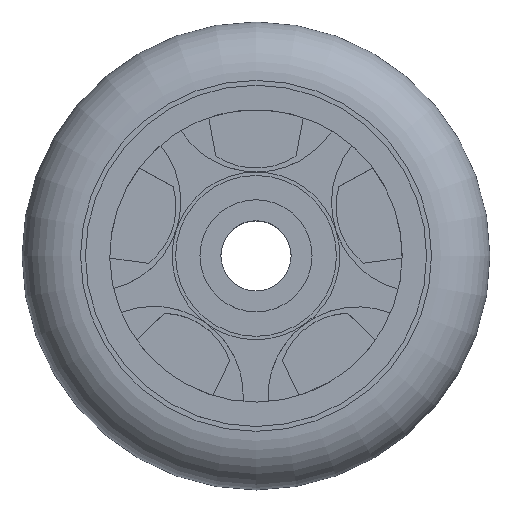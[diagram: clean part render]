
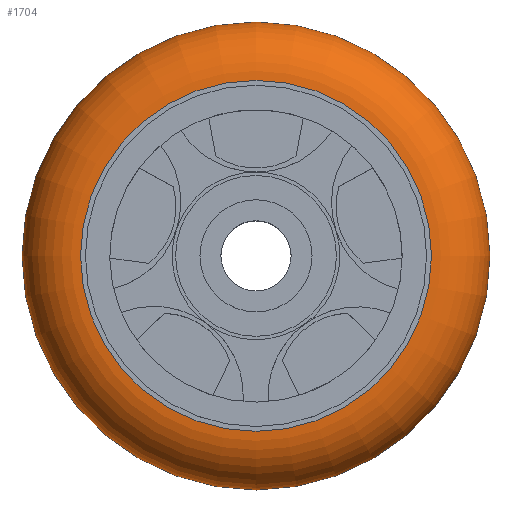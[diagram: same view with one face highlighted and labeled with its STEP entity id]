
A CAD part, top view. The second image highlights one B-rep face of the part: STEP entity #1704.
In plain terms, the highlighted toroidal (fillet/blend) face has major radius 18 mm and minor radius 6 mm.
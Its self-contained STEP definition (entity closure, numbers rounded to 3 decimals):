
#15=TOROIDAL_SURFACE('',#1890,18.,6.);
#26=FACE_BOUND('',#240,.T.);
#136=FACE_OUTER_BOUND('',#239,.T.);
#239=EDGE_LOOP('',(#1317));
#240=EDGE_LOOP('',(#1318));
#367=CIRCLE('',#1888,24.);
#368=CIRCLE('',#1891,18.);
#762=VERTEX_POINT('',#2853);
#763=VERTEX_POINT('',#2857);
#977=EDGE_CURVE('',#762,#762,#367,.T.);
#978=EDGE_CURVE('',#763,#763,#368,.T.);
#1317=ORIENTED_EDGE('',*,*,#978,.T.);
#1318=ORIENTED_EDGE('',*,*,#977,.T.);
#1704=ADVANCED_FACE('',(#136,#26),#15,.T.);
#1888=AXIS2_PLACEMENT_3D('',#2854,#2293,#2294);
#1890=AXIS2_PLACEMENT_3D('',#2856,#2297,#2298);
#1891=AXIS2_PLACEMENT_3D('',#2858,#2299,#2300);
#2293=DIRECTION('center_axis',(0.,0.,1.));
#2294=DIRECTION('ref_axis',(-1.,0.,0.));
#2297=DIRECTION('center_axis',(0.,0.,-1.));
#2298=DIRECTION('ref_axis',(-1.,0.,0.));
#2299=DIRECTION('center_axis',(0.,0.,-1.));
#2300=DIRECTION('ref_axis',(-1.,0.,0.));
#2853=CARTESIAN_POINT('',(24.,0.,-6.));
#2854=CARTESIAN_POINT('Origin',(0.,0.,-6.));
#2856=CARTESIAN_POINT('Origin',(0.,0.,-6.));
#2857=CARTESIAN_POINT('',(18.,0.,0.));
#2858=CARTESIAN_POINT('Origin',(0.,0.,0.));
